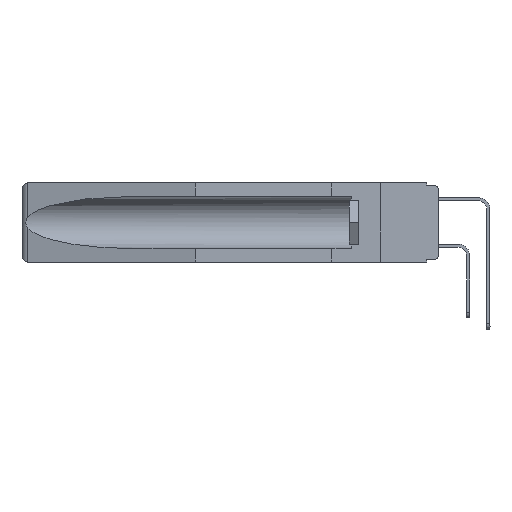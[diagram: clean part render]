
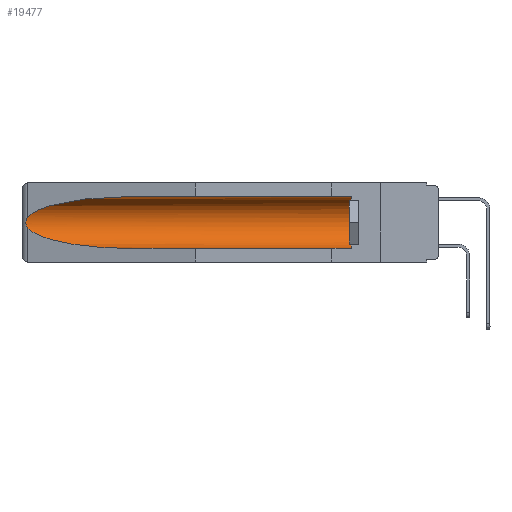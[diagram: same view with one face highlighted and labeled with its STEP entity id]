
A CAD part, left-side view. The second image highlights one B-rep face of the part: STEP entity #19477.
In plain terms, the highlighted cylindrical face has radius 2.857 mm (diameter 5.715 mm), a partial arc.
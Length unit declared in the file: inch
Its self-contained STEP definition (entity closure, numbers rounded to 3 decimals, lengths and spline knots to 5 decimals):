
#302 = DIRECTION ( 'NONE',  ( 0., 1., 0. ) ) ;
#637 = ORIENTED_EDGE ( 'NONE', *, *, #9918, .T. ) ;
#1008 = DIRECTION ( 'NONE',  ( 0., 1., 0. ) ) ;
#1129 = LINE ( 'NONE', #2920, #3295 ) ;
#1387 = CARTESIAN_POINT ( 'NONE',  ( 0.155, -0.30754, -0.1715 ) ) ;
#1437 = DIRECTION ( 'NONE',  ( 0., -1., 0. ) ) ;
#1559 = VERTEX_POINT ( 'NONE', #14871 ) ;
#1903 = VERTEX_POINT ( 'NONE', #10890 ) ;
#1975 = VERTEX_POINT ( 'NONE', #20231 ) ;
#2199 = CARTESIAN_POINT ( 'NONE',  ( 0.25451, 1.48313, -0.24835 ) ) ;
#2870 = AXIS2_PLACEMENT_3D ( 'NONE', #4923, #1437, #12218 ) ;
#2920 = CARTESIAN_POINT ( 'NONE',  ( 0.155, -0.30754, -0.284 ) ) ;
#3036 = EDGE_CURVE ( 'NONE', #1903, #21464, #1129, .T. ) ;
#3055 = CARTESIAN_POINT ( 'NONE',  ( 0.155, 1.07973, -0.059 ) ) ;
#3295 = VECTOR ( 'NONE', #1008, 39.37008 ) ;
#3427 = CYLINDRICAL_SURFACE ( 'NONE', #4858, 0.1125 ) ;
#4858 = AXIS2_PLACEMENT_3D ( 'NONE', #1387, #10725, #6791 ) ;
#4923 = CARTESIAN_POINT ( 'NONE',  ( 0.155, 0.126, -0.1715 ) ) ;
#5538 = CARTESIAN_POINT ( 'NONE',  ( 0.26537, 1.52718, -0.19328 ) ) ;
#6297 = CARTESIAN_POINT ( 'NONE',  ( 0.26537, 1.52718, -0.14972 ) ) ;
#6763 = CARTESIAN_POINT ( 'NONE',  ( 0.2673, 1.53269, -0.17917 ) ) ;
#6791 = DIRECTION ( 'NONE',  ( 0., 0., 1. ) ) ;
#8932 = EDGE_CURVE ( 'NONE', #15568, #1975, #9527, .T. ) ;
#9122 =( BOUNDED_CURVE ( )  B_SPLINE_CURVE ( 3, ( #5538, #2199, #18345, #16788 ),
 .UNSPECIFIED., .F., .F. ) 
 B_SPLINE_CURVE_WITH_KNOTS ( ( 4, 4 ),
 ( 0.1948, 1.5708 ),
 .UNSPECIFIED. ) 
 CURVE ( )  GEOMETRIC_REPRESENTATION_ITEM ( )  RATIONAL_B_SPLINE_CURVE ( ( 1., 0.848, 0.848, 1. ) ) 
 REPRESENTATION_ITEM ( '' )  );
#9167 = ORIENTED_EDGE ( 'NONE', *, *, #8932, .T. ) ;
#9527 = LINE ( 'NONE', #20027, #18955 ) ;
#9902 = CARTESIAN_POINT ( 'NONE',  ( 0.21114, 1.30732, -0.059 ) ) ;
#9918 = EDGE_CURVE ( 'NONE', #1975, #1559, #15670, .T. ) ;
#10725 = DIRECTION ( 'NONE',  ( 0., 1., 0. ) ) ;
#10837 = ORIENTED_EDGE ( 'NONE', *, *, #16917, .T. ) ;
#10890 = CARTESIAN_POINT ( 'NONE',  ( 0.155, 0.126, -0.284 ) ) ;
#10966 = EDGE_CURVE ( 'NONE', #1903, #15568, #13935, .T. ) ;
#11955 = EDGE_CURVE ( 'NONE', #14111, #21464, #9122, .T. ) ;
#12218 = DIRECTION ( 'NONE',  ( 0., 0., 1. ) ) ;
#12358 = CARTESIAN_POINT ( 'NONE',  ( 0.2675, 1.53308, -0.17534 ) ) ;
#12402 = CARTESIAN_POINT ( 'NONE',  ( 0.155, 1.07973, -0.284 ) ) ;
#12499 = CARTESIAN_POINT ( 'NONE',  ( 0.2673, 1.5327, -0.16383 ) ) ;
#13593 = ORIENTED_EDGE ( 'NONE', *, *, #3036, .F. ) ;
#13935 = CIRCLE ( 'NONE', #2870, 0.1125 ) ;
#14038 = CARTESIAN_POINT ( 'NONE',  ( 0.26597, 1.5296, -0.19026 ) ) ;
#14111 = VERTEX_POINT ( 'NONE', #16908 ) ;
#14223 = ORIENTED_EDGE ( 'NONE', *, *, #10966, .T. ) ;
#14292 = B_SPLINE_CURVE_WITH_KNOTS ( 'NONE', 3,
 ( #21569, #15827, #21218, #12499, #23140, #12358, #6763, #15967, #14038, #16070 ),
 .UNSPECIFIED., .F., .F.,
 ( 4, 2, 2, 2, 4 ),
 ( 0., 0.00029, 0.00058, 0.00087, 0.00117 ),
 .UNSPECIFIED. ) ;
#14871 = CARTESIAN_POINT ( 'NONE',  ( 0.26537, 1.52718, -0.14972 ) ) ;
#15023 = CARTESIAN_POINT ( 'NONE',  ( 0.155, 0.126, -0.059 ) ) ;
#15568 = VERTEX_POINT ( 'NONE', #15023 ) ;
#15670 =( BOUNDED_CURVE ( )  B_SPLINE_CURVE ( 3, ( #3055, #9902, #22679, #6297 ),
 .UNSPECIFIED., .F., .F. ) 
 B_SPLINE_CURVE_WITH_KNOTS ( ( 4, 4 ),
 ( 4.71239, 6.08839 ),
 .UNSPECIFIED. ) 
 CURVE ( )  GEOMETRIC_REPRESENTATION_ITEM ( )  RATIONAL_B_SPLINE_CURVE ( ( 1., 0.848, 0.848, 1. ) ) 
 REPRESENTATION_ITEM ( '' )  );
#15827 = CARTESIAN_POINT ( 'NONE',  ( 0.26597, 1.52961, -0.15275 ) ) ;
#15967 = CARTESIAN_POINT ( 'NONE',  ( 0.26655, 1.53094, -0.18657 ) ) ;
#15993 = FACE_OUTER_BOUND ( 'NONE', #22612, .T. ) ;
#16070 = CARTESIAN_POINT ( 'NONE',  ( 0.26537, 1.52718, -0.19328 ) ) ;
#16788 = CARTESIAN_POINT ( 'NONE',  ( 0.155, 1.07973, -0.284 ) ) ;
#16908 = CARTESIAN_POINT ( 'NONE',  ( 0.26537, 1.52718, -0.19328 ) ) ;
#16917 = EDGE_CURVE ( 'NONE', #1559, #14111, #14292, .T. ) ;
#18345 = CARTESIAN_POINT ( 'NONE',  ( 0.21114, 1.30732, -0.284 ) ) ;
#18955 = VECTOR ( 'NONE', #302, 39.37008 ) ;
#19477 = ADVANCED_FACE ( 'NONE', ( #15993 ), #3427, .F. ) ;
#19916 = ORIENTED_EDGE ( 'NONE', *, *, #11955, .T. ) ;
#20027 = CARTESIAN_POINT ( 'NONE',  ( 0.155, -0.30754, -0.059 ) ) ;
#20231 = CARTESIAN_POINT ( 'NONE',  ( 0.155, 1.07973, -0.059 ) ) ;
#21218 = CARTESIAN_POINT ( 'NONE',  ( 0.26654, 1.53092, -0.15636 ) ) ;
#21464 = VERTEX_POINT ( 'NONE', #12402 ) ;
#21569 = CARTESIAN_POINT ( 'NONE',  ( 0.26537, 1.52718, -0.14972 ) ) ;
#22612 = EDGE_LOOP ( 'NONE', ( #637, #10837, #19916, #13593, #14223, #9167 ) ) ;
#22679 = CARTESIAN_POINT ( 'NONE',  ( 0.25451, 1.48313, -0.09465 ) ) ;
#23140 = CARTESIAN_POINT ( 'NONE',  ( 0.2675, 1.53308, -0.16763 ) ) ;
